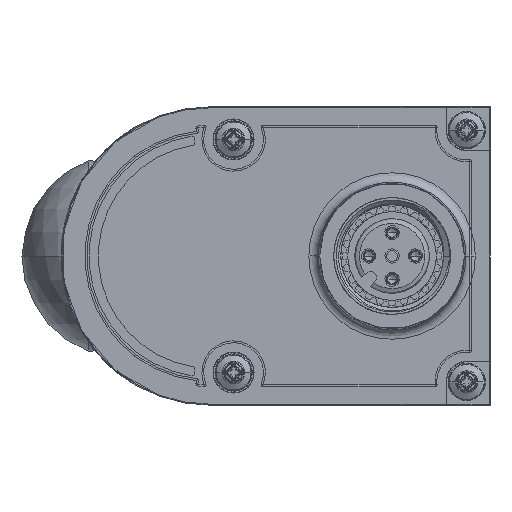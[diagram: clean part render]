
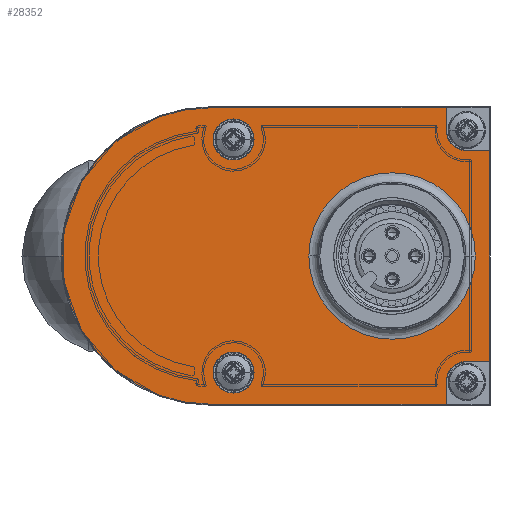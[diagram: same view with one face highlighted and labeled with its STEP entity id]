
A CAD part, left-side view. The second image highlights one B-rep face of the part: STEP entity #28352.
In plain terms, the highlighted face is planar.
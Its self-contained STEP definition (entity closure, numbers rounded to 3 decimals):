
#25082=CARTESIAN_POINT('',(12.5,-2.5,0.));
#25083=DIRECTION('',(0.,0.,1.));
#25084=DIRECTION('',(1.,0.,0.));
#25085=AXIS2_PLACEMENT_3D('',#25082,#25083,#25084);
#25087=CARTESIAN_POINT('',(12.5,-2.5,0.));
#25088=DIRECTION('',(0.,0.,1.));
#25089=DIRECTION('',(-1.,0.,0.));
#25090=AXIS2_PLACEMENT_3D('',#25087,#25088,#25089);
#25092=CARTESIAN_POINT('',(-12.5,-2.5,0.));
#25093=DIRECTION('',(0.,0.,1.));
#25094=DIRECTION('',(1.,0.,0.));
#25095=AXIS2_PLACEMENT_3D('',#25092,#25093,#25094);
#25097=CARTESIAN_POINT('',(-12.5,-2.5,0.));
#25098=DIRECTION('',(0.,0.,1.));
#25099=DIRECTION('',(-1.,0.,0.));
#25100=AXIS2_PLACEMENT_3D('',#25097,#25098,#25099);
#25102=CARTESIAN_POINT('',(0.,0.,0.));
#25103=DIRECTION('',(0.,0.,1.));
#25104=DIRECTION('',(1.,0.,0.));
#25105=AXIS2_PLACEMENT_3D('',#25102,#25103,#25104);
#25107=DIRECTION('',(0.,1.,0.));
#25108=VECTOR('',#25107,25.3);
#25109=CARTESIAN_POINT('',(15.895,-25.3,0.));
#25110=LINE('',#25109,#25108);
#25111=DIRECTION('',(-1.,0.,0.));
#25112=VECTOR('',#25111,2.395);
#25113=CARTESIAN_POINT('',(15.895,-25.3,0.));
#25114=LINE('',#25113,#25112);
#25115=CARTESIAN_POINT('',(13.5,-27.5,0.));
#25116=DIRECTION('',(0.,0.,1.));
#25117=DIRECTION('',(0.,1.,0.));
#25118=AXIS2_PLACEMENT_3D('',#25115,#25116,#25117);
#25120=DIRECTION('',(0.,1.,0.));
#25121=VECTOR('',#25120,2.395);
#25122=CARTESIAN_POINT('',(11.3,-29.895,0.));
#25123=LINE('',#25122,#25121);
#25124=DIRECTION('',(1.,0.,0.));
#25125=VECTOR('',#25124,22.6);
#25126=CARTESIAN_POINT('',(-11.3,-29.895,0.));
#25127=LINE('',#25126,#25125);
#25128=DIRECTION('',(0.,1.,0.));
#25129=VECTOR('',#25128,2.395);
#25130=CARTESIAN_POINT('',(-11.3,-29.895,0.));
#25131=LINE('',#25130,#25129);
#25132=CARTESIAN_POINT('',(-13.5,-27.5,0.));
#25133=DIRECTION('',(0.,0.,1.));
#25134=DIRECTION('',(1.,0.,0.));
#25135=AXIS2_PLACEMENT_3D('',#25132,#25133,#25134);
#25137=DIRECTION('',(1.,0.,0.));
#25138=VECTOR('',#25137,2.395);
#25139=CARTESIAN_POINT('',(-15.895,-25.3,0.));
#25140=LINE('',#25139,#25138);
#25141=DIRECTION('',(0.,1.,0.));
#25142=VECTOR('',#25141,25.3);
#25143=CARTESIAN_POINT('',(-15.895,-25.3,0.));
#25144=LINE('',#25143,#25142);
#25145=CARTESIAN_POINT('',(0.,-19.5,0.));
#25146=DIRECTION('',(0.,0.,1.));
#25147=DIRECTION('',(0.,1.,0.));
#25148=AXIS2_PLACEMENT_3D('',#25145,#25146,#25147);
#25150=CARTESIAN_POINT('',(0.,-19.5,0.));
#25151=DIRECTION('',(0.,0.,1.));
#25152=DIRECTION('',(0.,-1.,0.));
#25153=AXIS2_PLACEMENT_3D('',#25150,#25151,#25152);
#27941=CARTESIAN_POINT('',(15.895,0.,0.));
#27943=VERTEX_POINT('',#27941);
#27945=CARTESIAN_POINT('',(-15.895,0.,0.));
#27947=VERTEX_POINT('',#27945);
#27956=CARTESIAN_POINT('',(14.7,-2.5,0.));
#27957=CARTESIAN_POINT('',(10.3,-2.5,0.));
#27958=VERTEX_POINT('',#27956);
#27959=VERTEX_POINT('',#27957);
#27960=CARTESIAN_POINT('',(-10.3,-2.5,0.));
#27961=CARTESIAN_POINT('',(-14.7,-2.5,0.));
#27962=VERTEX_POINT('',#27960);
#27963=VERTEX_POINT('',#27961);
#28075=CARTESIAN_POINT('',(0.,-10.575,0.));
#28076=CARTESIAN_POINT('',(0.,-28.425,0.));
#28077=VERTEX_POINT('',#28075);
#28078=VERTEX_POINT('',#28076);
#28251=CARTESIAN_POINT('',(13.5,-25.3,0.));
#28252=CARTESIAN_POINT('',(11.3,-27.5,0.));
#28253=VERTEX_POINT('',#28251);
#28254=VERTEX_POINT('',#28252);
#28255=CARTESIAN_POINT('',(-11.3,-27.5,0.));
#28256=CARTESIAN_POINT('',(-13.5,-25.3,0.));
#28257=VERTEX_POINT('',#28255);
#28258=VERTEX_POINT('',#28256);
#28259=CARTESIAN_POINT('',(15.895,-25.3,0.));
#28260=VERTEX_POINT('',#28259);
#28261=CARTESIAN_POINT('',(11.3,-29.895,0.));
#28262=VERTEX_POINT('',#28261);
#28263=CARTESIAN_POINT('',(-11.3,-29.895,0.));
#28264=VERTEX_POINT('',#28263);
#28265=CARTESIAN_POINT('',(-15.895,-25.3,0.));
#28266=VERTEX_POINT('',#28265);
#28307=CARTESIAN_POINT('',(0.,0.,0.));
#28308=DIRECTION('',(0.,0.,1.));
#28309=DIRECTION('',(1.,0.,0.));
#28310=AXIS2_PLACEMENT_3D('',#28307,#28308,#28309);
#28311=PLANE('',#28310);
#28313=ORIENTED_EDGE('',*,*,#28312,.F.);
#28315=ORIENTED_EDGE('',*,*,#28314,.F.);
#28317=ORIENTED_EDGE('',*,*,#28316,.T.);
#28319=ORIENTED_EDGE('',*,*,#28318,.T.);
#28321=ORIENTED_EDGE('',*,*,#28320,.F.);
#28323=ORIENTED_EDGE('',*,*,#28322,.F.);
#28325=ORIENTED_EDGE('',*,*,#28324,.T.);
#28327=ORIENTED_EDGE('',*,*,#28326,.T.);
#28329=ORIENTED_EDGE('',*,*,#28328,.F.);
#28331=ORIENTED_EDGE('',*,*,#28330,.T.);
#28332=EDGE_LOOP('',(#28313,#28315,#28317,#28319,#28321,#28323,#28325,#28327,
#28329,#28331));
#28333=FACE_OUTER_BOUND('',#28332,.F.);
#28335=ORIENTED_EDGE('',*,*,#28334,.T.);
#28337=ORIENTED_EDGE('',*,*,#28336,.T.);
#28338=EDGE_LOOP('',(#28335,#28337));
#28339=FACE_BOUND('',#28338,.F.);
#28341=ORIENTED_EDGE('',*,*,#28340,.T.);
#28343=ORIENTED_EDGE('',*,*,#28342,.T.);
#28344=EDGE_LOOP('',(#28341,#28343));
#28345=FACE_BOUND('',#28344,.F.);
#28347=ORIENTED_EDGE('',*,*,#28346,.T.);
#28349=ORIENTED_EDGE('',*,*,#28348,.T.);
#28350=EDGE_LOOP('',(#28347,#28349));
#28351=FACE_BOUND('',#28350,.F.);
#28352=ADVANCED_FACE('',(#28333,#28339,#28345,#28351),#28311,.T.);
#25086=CIRCLE('',#25085,2.2);
#25091=CIRCLE('',#25090,2.2);
#25096=CIRCLE('',#25095,2.2);
#25101=CIRCLE('',#25100,2.2);
#25106=CIRCLE('',#25105,15.895);
#25119=CIRCLE('',#25118,2.2);
#25136=CIRCLE('',#25135,2.2);
#25149=CIRCLE('',#25148,8.925);
#25154=CIRCLE('',#25153,8.925);
#28312=EDGE_CURVE('',#27943,#27947,#25106,.T.);
#28314=EDGE_CURVE('',#28260,#27943,#25110,.T.);
#28316=EDGE_CURVE('',#28260,#28253,#25114,.T.);
#28318=EDGE_CURVE('',#28253,#28254,#25119,.T.);
#28320=EDGE_CURVE('',#28262,#28254,#25123,.T.);
#28322=EDGE_CURVE('',#28264,#28262,#25127,.T.);
#28324=EDGE_CURVE('',#28264,#28257,#25131,.T.);
#28326=EDGE_CURVE('',#28257,#28258,#25136,.T.);
#28328=EDGE_CURVE('',#28266,#28258,#25140,.T.);
#28330=EDGE_CURVE('',#28266,#27947,#25144,.T.);
#28334=EDGE_CURVE('',#27962,#27963,#25096,.T.);
#28336=EDGE_CURVE('',#27963,#27962,#25101,.T.);
#28340=EDGE_CURVE('',#27958,#27959,#25086,.T.);
#28342=EDGE_CURVE('',#27959,#27958,#25091,.T.);
#28346=EDGE_CURVE('',#28077,#28078,#25149,.T.);
#28348=EDGE_CURVE('',#28078,#28077,#25154,.T.);
